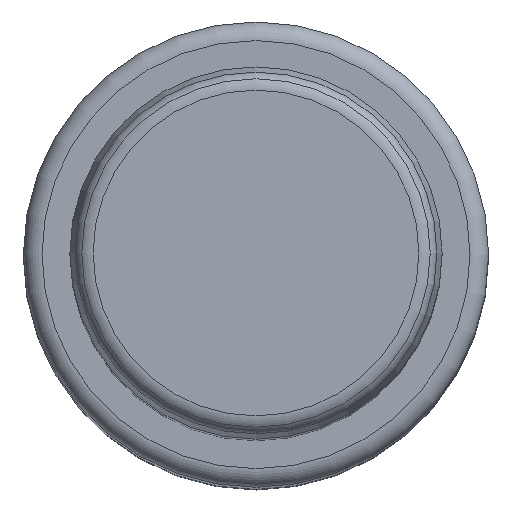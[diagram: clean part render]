
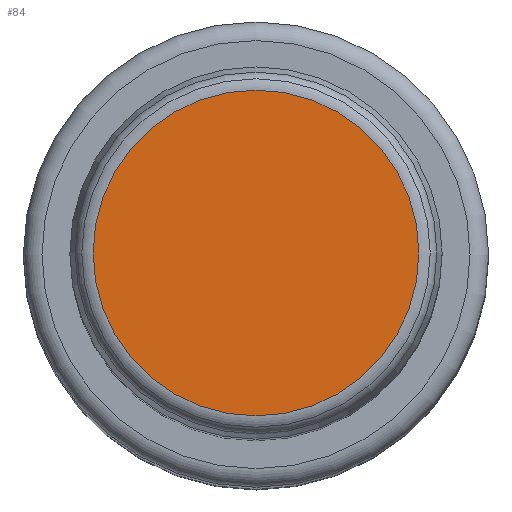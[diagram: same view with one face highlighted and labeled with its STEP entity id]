
A CAD part, top view. The second image highlights one B-rep face of the part: STEP entity #84.
In plain terms, the highlighted planar face has unit normal (0, 0, 1).
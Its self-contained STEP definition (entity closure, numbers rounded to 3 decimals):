
#44=FACE_OUTER_BOUND('',#172,.T.);
#48=PLANE('',#361);
#84=ADVANCED_FACE('',(#44),#48,.F.);
#172=EDGE_LOOP('',(#216));
#216=ORIENTED_EDGE('',*,*,#262,.T.);
#240=VERTEX_POINT('',#528);
#262=EDGE_CURVE('',#240,#240,#284,.T.);
#284=CIRCLE('',#358,8.75);
#358=AXIS2_PLACEMENT_3D('',#527,#449,#450);
#361=AXIS2_PLACEMENT_3D('',#532,#455,#456);
#449=DIRECTION('',(0.,0.,1.));
#450=DIRECTION('',(-1.,0.,0.));
#455=DIRECTION('',(0.,0.,-1.));
#456=DIRECTION('',(-1.,0.,0.));
#527=CARTESIAN_POINT('',(0.,0.,50.));
#528=CARTESIAN_POINT('',(-8.75,0.,50.));
#532=CARTESIAN_POINT('',(0.,0.,50.));
